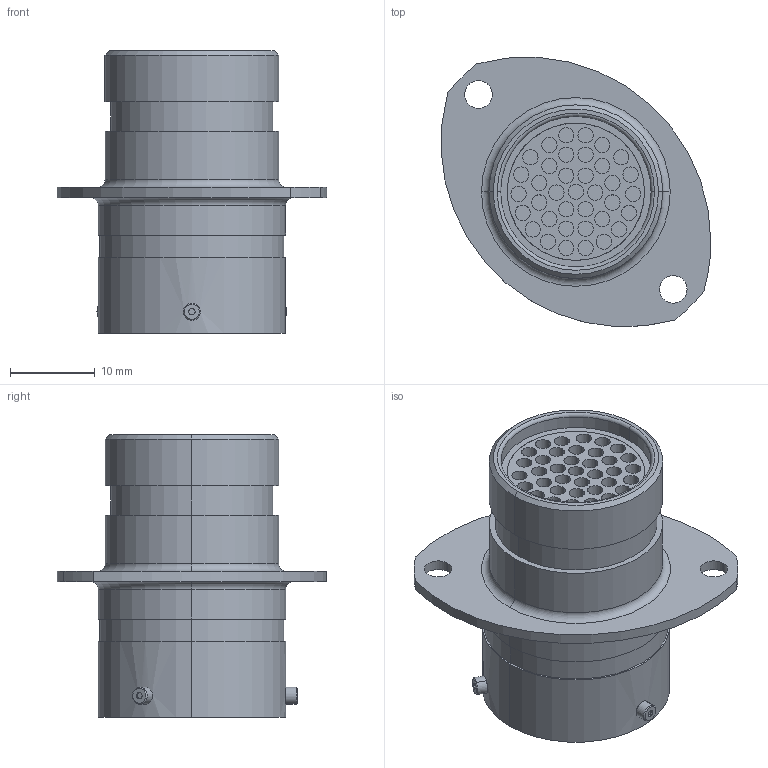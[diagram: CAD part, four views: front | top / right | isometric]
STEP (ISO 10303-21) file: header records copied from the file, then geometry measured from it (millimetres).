
FILE_DESCRIPTION (( 'STEP AP214' ), '1' );
FILE_NAME ('AS014-35PD.STEP', '2013-07-26T10:41:52', ( 'TE Connectivity' ), ( 'TE Connectivity' ), 'SwSTEP 2.0', 'SolidWorks 2011', '' );
FILE_SCHEMA (( 'AUTOMOTIVE_DESIGN' ));
Length unit declared in the file: inch
Products named in the file (1): AS014-35PD
Bounding box: 31.8 x 31.76 x 33.31 mm (x, y, z)
Volume: 7430.4 mm3; surface area: 9608 mm2
Topology: 46 solids, 46 shells, 1204 faces, 2617 edges, 1627 vertices
Faces by surface type: cylinder 397, torus 392, plane 235, cone 168, sphere 12
Entity records: 50287 total; most frequent: DIRECTION 6966, CARTESIAN_POINT 5701, ORIENTED_EDGE 5222, AXIS2_PLACEMENT_3D 3188, EDGE_CURVE 2611, CIRCLE 1983, VERTEX_POINT 1627, EDGE_LOOP 1496
